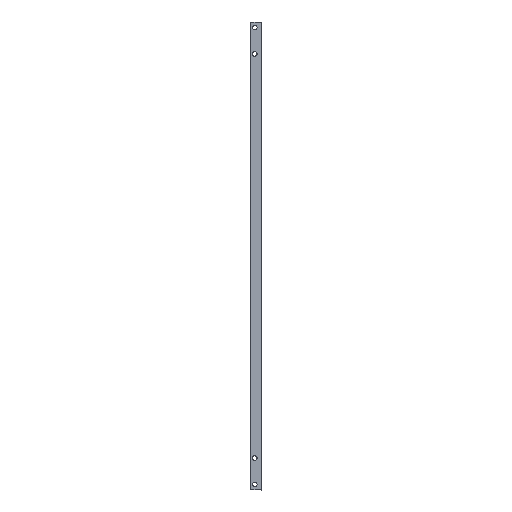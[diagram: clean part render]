
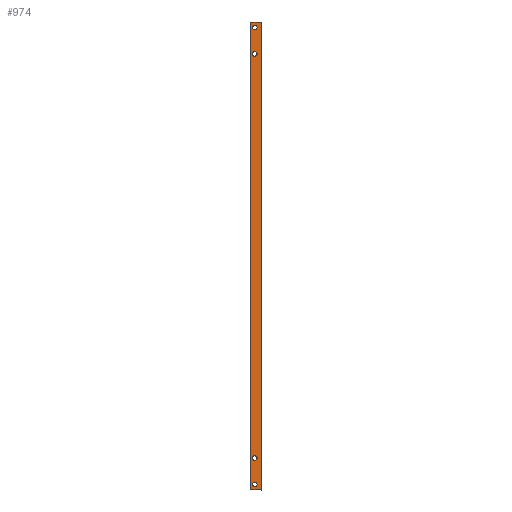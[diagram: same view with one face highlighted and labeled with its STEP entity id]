
A CAD part, left-side view. The second image highlights one B-rep face of the part: STEP entity #974.
In plain terms, the highlighted planar face has unit normal (-1, 0, 0).
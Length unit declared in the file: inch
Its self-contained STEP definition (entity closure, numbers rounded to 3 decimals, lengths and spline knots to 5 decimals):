
#139 = VERTEX_POINT ( 'NONE', #1963 ) ;
#173 = AXIS2_PLACEMENT_3D ( 'NONE', #1860, #2364, #1842 ) ;
#197 = CARTESIAN_POINT ( 'NONE',  ( -0.3937, 0.17323, 0.14332 ) ) ;
#222 = VECTOR ( 'NONE', #933, 39.37008 ) ;
#224 = AXIS2_PLACEMENT_3D ( 'NONE', #1165, #3257, #913 ) ;
#233 = DIRECTION ( 'NONE',  ( -1., 0., 0. ) ) ;
#257 = CARTESIAN_POINT ( 'NONE',  ( -0.3937, 0.17323, 11.91574 ) ) ;
#290 = EDGE_CURVE ( 'NONE', #3125, #2675, #2883, .T. ) ;
#307 = EDGE_CURVE ( 'NONE', #459, #3152, #2128, .T. ) ;
#345 = ORIENTED_EDGE ( 'NONE', *, *, #1688, .F. ) ;
#360 = EDGE_CURVE ( 'NONE', #2816, #2880, #1423, .T. ) ;
#372 = VERTEX_POINT ( 'NONE', #2058 ) ;
#392 = VECTOR ( 'NONE', #2917, 39.37008 ) ;
#459 = VERTEX_POINT ( 'NONE', #3335 ) ;
#484 = CARTESIAN_POINT ( 'NONE',  ( -0.3937, 0.27559, 12. ) ) ;
#490 = ORIENTED_EDGE ( 'NONE', *, *, #290, .F. ) ;
#494 = AXIS2_PLACEMENT_3D ( 'NONE', #2160, #1916, #1964 ) ;
#518 = ORIENTED_EDGE ( 'NONE', *, *, #2854, .F. ) ;
#593 = DIRECTION ( 'NONE',  ( -1., 0., 0. ) ) ;
#643 = LINE ( 'NONE', #2772, #222 ) ;
#704 = VERTEX_POINT ( 'NONE', #2729 ) ;
#710 = AXIS2_PLACEMENT_3D ( 'NONE', #1310, #593, #1629 ) ;
#714 = CIRCLE ( 'NONE', #885, 0.05906 ) ;
#720 = CIRCLE ( 'NONE', #1159, 0.05906 ) ;
#734 = EDGE_CURVE ( 'NONE', #1608, #1533, #2601, .T. ) ;
#764 = CARTESIAN_POINT ( 'NONE',  ( -0.3937, 0.17323, 11.18318 ) ) ;
#800 = CARTESIAN_POINT ( 'NONE',  ( -0.3937, 0.17323, 11.85668 ) ) ;
#828 = VECTOR ( 'NONE', #1682, 39.37008 ) ;
#879 = VERTEX_POINT ( 'NONE', #484 ) ;
#885 = AXIS2_PLACEMENT_3D ( 'NONE', #800, #233, #1259 ) ;
#913 = DIRECTION ( 'NONE',  ( 0., 0., -1. ) ) ;
#933 = DIRECTION ( 'NONE',  ( 0., 0., 1. ) ) ;
#962 = CARTESIAN_POINT ( 'NONE',  ( -0.3937, 0.27559, 12. ) ) ;
#974 = ADVANCED_FACE ( 'NONE', ( #2180, #2511, #1450, #1213, #2491 ), #3276, .T. ) ;
#1039 = AXIS2_PLACEMENT_3D ( 'NONE', #1890, #2947, #3210 ) ;
#1118 = EDGE_CURVE ( 'NONE', #2880, #2816, #714, .T. ) ;
#1159 = AXIS2_PLACEMENT_3D ( 'NONE', #1944, #2698, #3005 ) ;
#1161 = CIRCLE ( 'NONE', #2005, 0.05906 ) ;
#1165 = CARTESIAN_POINT ( 'NONE',  ( -0.3937, 0.17323, 0.81682 ) ) ;
#1213 = FACE_BOUND ( 'NONE', #2290, .T. ) ;
#1219 = ORIENTED_EDGE ( 'NONE', *, *, #1118, .F. ) ;
#1259 = DIRECTION ( 'NONE',  ( 0., 0., -1. ) ) ;
#1260 = CIRCLE ( 'NONE', #224, 0.05906 ) ;
#1310 = CARTESIAN_POINT ( 'NONE',  ( -0.3937, 0.17323, 11.85668 ) ) ;
#1334 = LINE ( 'NONE', #2351, #392 ) ;
#1336 = ORIENTED_EDGE ( 'NONE', *, *, #1967, .F. ) ;
#1346 = DIRECTION ( 'NONE',  ( 0., 0., 1. ) ) ;
#1423 = CIRCLE ( 'NONE', #710, 0.05906 ) ;
#1450 = FACE_BOUND ( 'NONE', #3105, .T. ) ;
#1476 = CARTESIAN_POINT ( 'NONE',  ( -0.3937, 0.17323, 11.24223 ) ) ;
#1533 = VERTEX_POINT ( 'NONE', #3326 ) ;
#1582 = CARTESIAN_POINT ( 'NONE',  ( -0.3937, 0.17323, 0.20238 ) ) ;
#1608 = VERTEX_POINT ( 'NONE', #1582 ) ;
#1620 = EDGE_CURVE ( 'NONE', #704, #459, #1334, .T. ) ;
#1629 = DIRECTION ( 'NONE',  ( 0., 0., -1. ) ) ;
#1667 = CARTESIAN_POINT ( 'NONE',  ( -0.3937, 0.17323, 11.79762 ) ) ;
#1682 = DIRECTION ( 'NONE',  ( 0., -1., 0. ) ) ;
#1688 = EDGE_CURVE ( 'NONE', #704, #879, #643, .T. ) ;
#1755 = DIRECTION ( 'NONE',  ( -1., 0., 0. ) ) ;
#1792 = DIRECTION ( 'NONE',  ( 0., 0., -1. ) ) ;
#1842 = DIRECTION ( 'NONE',  ( 0., 0., -1. ) ) ;
#1860 = CARTESIAN_POINT ( 'NONE',  ( -0.3937, 0.17323, 11.18318 ) ) ;
#1890 = CARTESIAN_POINT ( 'NONE',  ( -0.3937, 0.17323, 0.14332 ) ) ;
#1916 = DIRECTION ( 'NONE',  ( -1., 0., 0. ) ) ;
#1917 = ORIENTED_EDGE ( 'NONE', *, *, #2661, .F. ) ;
#1920 = ORIENTED_EDGE ( 'NONE', *, *, #2724, .F. ) ;
#1944 = CARTESIAN_POINT ( 'NONE',  ( -0.3937, 0.17323, 0.81682 ) ) ;
#1963 = CARTESIAN_POINT ( 'NONE',  ( -0.3937, 0.17323, 0.75777 ) ) ;
#1964 = DIRECTION ( 'NONE',  ( 0., 0., 1. ) ) ;
#1967 = EDGE_CURVE ( 'NONE', #372, #139, #720, .T. ) ;
#2005 = AXIS2_PLACEMENT_3D ( 'NONE', #764, #3067, #1792 ) ;
#2058 = CARTESIAN_POINT ( 'NONE',  ( -0.3937, 0.17323, 0.87588 ) ) ;
#2105 = CARTESIAN_POINT ( 'NONE',  ( -0.3937, 0.17323, 11.12412 ) ) ;
#2128 = LINE ( 'NONE', #2912, #3286 ) ;
#2160 = CARTESIAN_POINT ( 'NONE',  ( -0.3937, 0.14173, 5.82 ) ) ;
#2163 = CIRCLE ( 'NONE', #2497, 0.05906 ) ;
#2180 = FACE_BOUND ( 'NONE', #2931, .T. ) ;
#2290 = EDGE_LOOP ( 'NONE', ( #2552, #1219 ) ) ;
#2351 = CARTESIAN_POINT ( 'NONE',  ( -0.3937, 0.27559, 0. ) ) ;
#2364 = DIRECTION ( 'NONE',  ( -1., 0., 0. ) ) ;
#2406 = EDGE_CURVE ( 'NONE', #1533, #1608, #2163, .T. ) ;
#2429 = ORIENTED_EDGE ( 'NONE', *, *, #307, .T. ) ;
#2491 = FACE_OUTER_BOUND ( 'NONE', #2569, .T. ) ;
#2497 = AXIS2_PLACEMENT_3D ( 'NONE', #197, #1755, #2846 ) ;
#2511 = FACE_BOUND ( 'NONE', #2941, .T. ) ;
#2552 = ORIENTED_EDGE ( 'NONE', *, *, #360, .F. ) ;
#2569 = EDGE_LOOP ( 'NONE', ( #345, #2813, #2429, #1917 ) ) ;
#2601 = CIRCLE ( 'NONE', #1039, 0.05906 ) ;
#2661 = EDGE_CURVE ( 'NONE', #879, #3152, #3305, .T. ) ;
#2675 = VERTEX_POINT ( 'NONE', #1476 ) ;
#2698 = DIRECTION ( 'NONE',  ( -1., 0., 0. ) ) ;
#2724 = EDGE_CURVE ( 'NONE', #139, #372, #1260, .T. ) ;
#2729 = CARTESIAN_POINT ( 'NONE',  ( -0.3937, 0.27559, 0. ) ) ;
#2772 = CARTESIAN_POINT ( 'NONE',  ( -0.3937, 0.27559, 0. ) ) ;
#2813 = ORIENTED_EDGE ( 'NONE', *, *, #1620, .T. ) ;
#2816 = VERTEX_POINT ( 'NONE', #1667 ) ;
#2846 = DIRECTION ( 'NONE',  ( 0., 0., -1. ) ) ;
#2854 = EDGE_CURVE ( 'NONE', #2675, #3125, #1161, .T. ) ;
#2880 = VERTEX_POINT ( 'NONE', #257 ) ;
#2883 = CIRCLE ( 'NONE', #173, 0.05906 ) ;
#2912 = CARTESIAN_POINT ( 'NONE',  ( -0.3937, 0.00394, 0. ) ) ;
#2917 = DIRECTION ( 'NONE',  ( 0., -1., 0. ) ) ;
#2931 = EDGE_LOOP ( 'NONE', ( #1920, #1336 ) ) ;
#2941 = EDGE_LOOP ( 'NONE', ( #3072, #3336 ) ) ;
#2947 = DIRECTION ( 'NONE',  ( -1., 0., 0. ) ) ;
#3005 = DIRECTION ( 'NONE',  ( 0., 0., -1. ) ) ;
#3067 = DIRECTION ( 'NONE',  ( -1., 0., 0. ) ) ;
#3072 = ORIENTED_EDGE ( 'NONE', *, *, #2406, .F. ) ;
#3105 = EDGE_LOOP ( 'NONE', ( #490, #518 ) ) ;
#3125 = VERTEX_POINT ( 'NONE', #2105 ) ;
#3152 = VERTEX_POINT ( 'NONE', #3167 ) ;
#3167 = CARTESIAN_POINT ( 'NONE',  ( -0.3937, 0.00394, 12. ) ) ;
#3210 = DIRECTION ( 'NONE',  ( 0., 0., -1. ) ) ;
#3257 = DIRECTION ( 'NONE',  ( -1., 0., 0. ) ) ;
#3276 = PLANE ( 'NONE',  #494 ) ;
#3286 = VECTOR ( 'NONE', #1346, 39.37008 ) ;
#3305 = LINE ( 'NONE', #962, #828 ) ;
#3326 = CARTESIAN_POINT ( 'NONE',  ( -0.3937, 0.17323, 0.08426 ) ) ;
#3335 = CARTESIAN_POINT ( 'NONE',  ( -0.3937, 0.00394, 0. ) ) ;
#3336 = ORIENTED_EDGE ( 'NONE', *, *, #734, .F. ) ;
